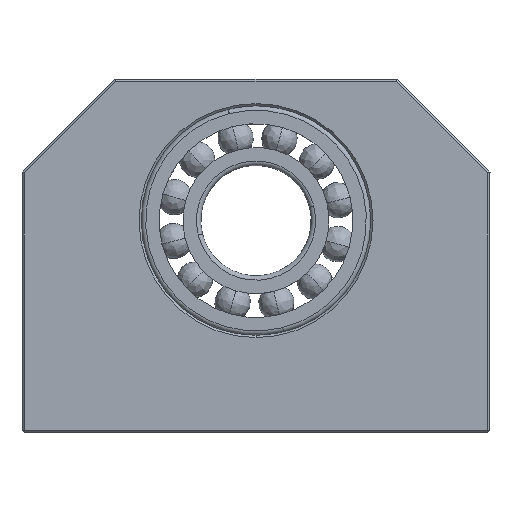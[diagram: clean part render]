
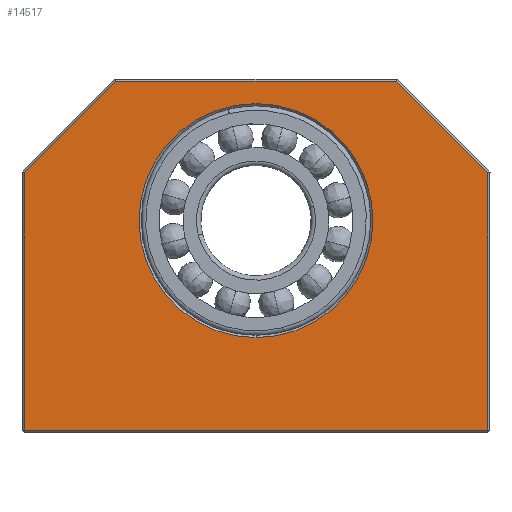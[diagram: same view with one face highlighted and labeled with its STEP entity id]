
A CAD part, top view. The second image highlights one B-rep face of the part: STEP entity #14517.
In plain terms, the highlighted planar face has unit normal (0, 0, 1).
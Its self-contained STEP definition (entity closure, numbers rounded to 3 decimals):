
#1 = VECTOR ( 'NONE', #8873, 1000. ) ;
#554 = DIRECTION ( 'NONE',  ( -0.707, -0.707, 0. ) ) ;
#1197 = EDGE_LOOP ( 'NONE', ( #7911, #13303 ) ) ;
#1577 = EDGE_LOOP ( 'NONE', ( #3936, #3179, #5195, #9484, #14567, #6675 ) ) ;
#1692 = EDGE_CURVE ( 'NONE', #1825, #13599, #6070, .T. ) ;
#1825 = VERTEX_POINT ( 'NONE', #3895 ) ;
#2064 = CARTESIAN_POINT ( 'NONE',  ( -31.793, 79.5, 30. ) ) ;
#2612 = CARTESIAN_POINT ( 'NONE',  ( 31.793, 79.5, 30. ) ) ;
#2630 = CIRCLE ( 'NONE', #4249, 26.5 ) ;
#2801 = VECTOR ( 'NONE', #554, 1000. ) ;
#2911 = VECTOR ( 'NONE', #9447, 1000. ) ;
#3002 = DIRECTION ( 'NONE',  ( 0., -1., 0. ) ) ;
#3179 = ORIENTED_EDGE ( 'NONE', *, *, #12937, .T. ) ;
#3604 = LINE ( 'NONE', #2064, #2801 ) ;
#3775 = VECTOR ( 'NONE', #13336, 1000. ) ;
#3895 = CARTESIAN_POINT ( 'NONE',  ( -52.5, 58.793, 30. ) ) ;
#3936 = ORIENTED_EDGE ( 'NONE', *, *, #13541, .T. ) ;
#4234 = AXIS2_PLACEMENT_3D ( 'NONE', #11606, #10065, #8551 ) ;
#4249 = AXIS2_PLACEMENT_3D ( 'NONE', #10382, #8857, #7349 ) ;
#4465 = PLANE ( 'NONE',  #11712 ) ;
#4510 = EDGE_CURVE ( 'NONE', #11912, #4602, #4913, .T. ) ;
#4531 = CARTESIAN_POINT ( 'NONE',  ( -52.5, 40., 30. ) ) ;
#4602 = VERTEX_POINT ( 'NONE', #12058 ) ;
#4712 = EDGE_CURVE ( 'NONE', #14034, #1825, #3604, .T. ) ;
#4913 = CIRCLE ( 'NONE', #4234, 26.5 ) ;
#5139 = CARTESIAN_POINT ( 'NONE',  ( 52.5, 58.793, 30. ) ) ;
#5195 = ORIENTED_EDGE ( 'NONE', *, *, #4712, .T. ) ;
#6058 = LINE ( 'NONE', #14873, #3775 ) ;
#6070 = LINE ( 'NONE', #4531, #12409 ) ;
#6675 = ORIENTED_EDGE ( 'NONE', *, *, #14647, .T. ) ;
#6861 = EDGE_CURVE ( 'NONE', #13599, #9489, #6058, .T. ) ;
#6889 = DIRECTION ( 'NONE',  ( 0., 1., 0. ) ) ;
#7349 = DIRECTION ( 'NONE',  ( 0., -1., 0. ) ) ;
#7911 = ORIENTED_EDGE ( 'NONE', *, *, #4510, .F. ) ;
#8412 = CARTESIAN_POINT ( 'NONE',  ( 52.5, 40., 30. ) ) ;
#8551 = DIRECTION ( 'NONE',  ( 0., -1., 0. ) ) ;
#8607 = CARTESIAN_POINT ( 'NONE',  ( 0., 21.5, 30. ) ) ;
#8857 = DIRECTION ( 'NONE',  ( 0., 0., 1. ) ) ;
#8873 = DIRECTION ( 'NONE',  ( -0.707, 0.707, 0. ) ) ;
#9297 = EDGE_CURVE ( 'NONE', #4602, #11912, #2630, .T. ) ;
#9447 = DIRECTION ( 'NONE',  ( -1., 0., 0. ) ) ;
#9484 = ORIENTED_EDGE ( 'NONE', *, *, #1692, .T. ) ;
#9489 = VERTEX_POINT ( 'NONE', #9744 ) ;
#9744 = CARTESIAN_POINT ( 'NONE',  ( 52.5, 0.5, 30. ) ) ;
#10065 = DIRECTION ( 'NONE',  ( 0., 0., 1. ) ) ;
#10382 = CARTESIAN_POINT ( 'NONE',  ( 0., 48., 30. ) ) ;
#10401 = CARTESIAN_POINT ( 'NONE',  ( 52.5, 58.793, 30. ) ) ;
#10574 = VECTOR ( 'NONE', #6889, 1000. ) ;
#10974 = CARTESIAN_POINT ( 'NONE',  ( 0., 79.5, 30. ) ) ;
#11113 = CARTESIAN_POINT ( 'NONE',  ( -31.793, 79.5, 30. ) ) ;
#11532 = FACE_OUTER_BOUND ( 'NONE', #1577, .T. ) ;
#11546 = VERTEX_POINT ( 'NONE', #5139 ) ;
#11572 = CARTESIAN_POINT ( 'NONE',  ( -52.5, 0.5, 30. ) ) ;
#11606 = CARTESIAN_POINT ( 'NONE',  ( 0., 48., 30. ) ) ;
#11621 = VERTEX_POINT ( 'NONE', #2612 ) ;
#11712 = AXIS2_PLACEMENT_3D ( 'NONE', #14815, #13282, #11740 ) ;
#11740 = DIRECTION ( 'NONE',  ( 1., 0., 0. ) ) ;
#11912 = VERTEX_POINT ( 'NONE', #8607 ) ;
#11933 = LINE ( 'NONE', #10401, #1 ) ;
#12058 = CARTESIAN_POINT ( 'NONE',  ( 0., 74.5, 30. ) ) ;
#12099 = FACE_BOUND ( 'NONE', #1197, .T. ) ;
#12409 = VECTOR ( 'NONE', #3002, 1000. ) ;
#12496 = LINE ( 'NONE', #10974, #2911 ) ;
#12937 = EDGE_CURVE ( 'NONE', #11621, #14034, #12496, .T. ) ;
#13005 = LINE ( 'NONE', #8412, #10574 ) ;
#13282 = DIRECTION ( 'NONE',  ( 0., 0., 1. ) ) ;
#13303 = ORIENTED_EDGE ( 'NONE', *, *, #9297, .F. ) ;
#13336 = DIRECTION ( 'NONE',  ( 1., 0., 0. ) ) ;
#13541 = EDGE_CURVE ( 'NONE', #11546, #11621, #11933, .T. ) ;
#13599 = VERTEX_POINT ( 'NONE', #11572 ) ;
#14034 = VERTEX_POINT ( 'NONE', #11113 ) ;
#14517 = ADVANCED_FACE ( 'NONE', ( #12099, #11532 ), #4465, .T. ) ;
#14567 = ORIENTED_EDGE ( 'NONE', *, *, #6861, .T. ) ;
#14647 = EDGE_CURVE ( 'NONE', #9489, #11546, #13005, .T. ) ;
#14815 = CARTESIAN_POINT ( 'NONE',  ( -52.5, 0.5, 30. ) ) ;
#14873 = CARTESIAN_POINT ( 'NONE',  ( 0., 0.5, 30. ) ) ;
